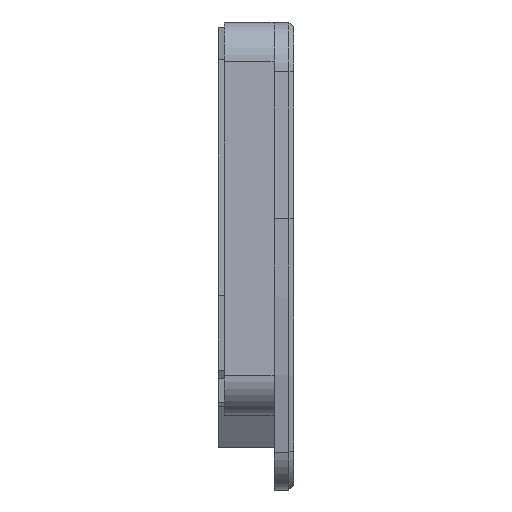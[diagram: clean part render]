
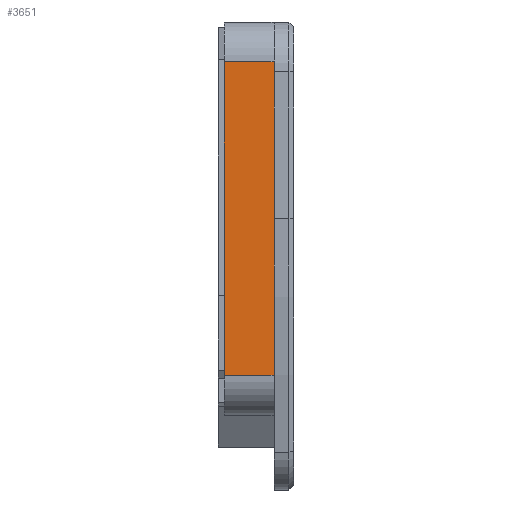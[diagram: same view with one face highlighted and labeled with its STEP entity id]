
A CAD part, left-side view. The second image highlights one B-rep face of the part: STEP entity #3651.
In plain terms, the highlighted planar face has unit normal (-1, 0, 0).
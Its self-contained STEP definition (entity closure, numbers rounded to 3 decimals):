
#445=FACE_OUTER_BOUND('',#650,.T.);
#650=EDGE_LOOP('',(#3054,#3055,#3056,#3057,#3058));
#976=LINE('',#5658,#1375);
#1049=LINE('',#5915,#1448);
#1050=LINE('',#5917,#1449);
#1061=LINE('',#5938,#1460);
#1062=LINE('',#5940,#1461);
#1375=VECTOR('',#4540,1000.);
#1448=VECTOR('',#4763,1000.);
#1449=VECTOR('',#4764,1000.);
#1460=VECTOR('',#4795,1000.);
#1461=VECTOR('',#4798,1000.);
#1773=VERTEX_POINT('',#5655);
#1774=VERTEX_POINT('',#5657);
#1856=VERTEX_POINT('',#5828);
#1883=VERTEX_POINT('',#5913);
#1884=VERTEX_POINT('',#5916);
#2175=EDGE_CURVE('',#1774,#1773,#976,.T.);
#2308=EDGE_CURVE('',#1883,#1856,#1049,.T.);
#2309=EDGE_CURVE('',#1856,#1884,#1050,.T.);
#2321=EDGE_CURVE('',#1774,#1883,#1061,.T.);
#2322=EDGE_CURVE('',#1773,#1884,#1062,.T.);
#3054=ORIENTED_EDGE('',*,*,#2175,.T.);
#3055=ORIENTED_EDGE('',*,*,#2322,.T.);
#3056=ORIENTED_EDGE('',*,*,#2309,.F.);
#3057=ORIENTED_EDGE('',*,*,#2308,.F.);
#3058=ORIENTED_EDGE('',*,*,#2321,.F.);
#3522=PLANE('',#3976);
#3651=ADVANCED_FACE('',(#445),#3522,.T.);
#3976=AXIS2_PLACEMENT_3D('',#5939,#4796,#4797);
#4540=DIRECTION('',(0.,0.,-1.));
#4763=DIRECTION('',(0.,0.,-1.));
#4764=DIRECTION('',(0.,0.,-1.));
#4795=DIRECTION('',(0.,-1.,0.));
#4796=DIRECTION('center_axis',(-1.,0.,0.));
#4797=DIRECTION('ref_axis',(0.,1.,0.));
#4798=DIRECTION('',(0.,-1.,0.));
#5655=CARTESIAN_POINT('',(59.6,338.751,323.504));
#5657=CARTESIAN_POINT('',(59.6,338.751,348.704));
#5658=CARTESIAN_POINT('',(59.6,338.751,309.104));
#5828=CARTESIAN_POINT('',(59.6,334.751,336.104));
#5913=CARTESIAN_POINT('',(59.6,334.751,348.704));
#5915=CARTESIAN_POINT('',(59.6,334.751,348.704));
#5916=CARTESIAN_POINT('',(59.6,334.751,323.504));
#5917=CARTESIAN_POINT('',(59.6,334.751,348.704));
#5938=CARTESIAN_POINT('',(59.6,338.351,348.704));
#5939=CARTESIAN_POINT('Origin',(59.6,338.351,348.704));
#5940=CARTESIAN_POINT('',(59.6,338.351,323.504));
